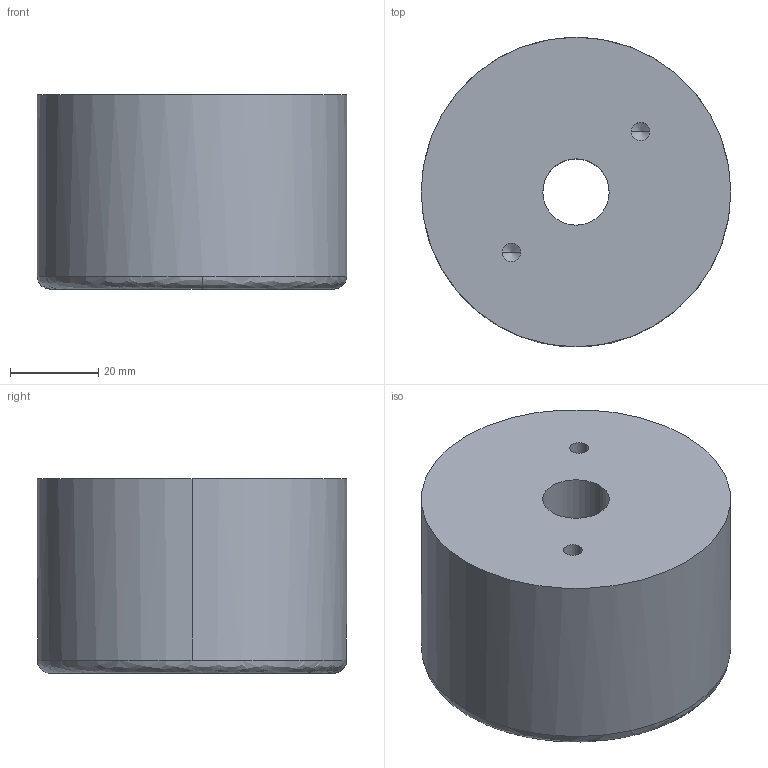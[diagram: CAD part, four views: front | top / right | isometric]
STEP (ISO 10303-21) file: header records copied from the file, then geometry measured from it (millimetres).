
FILE_DESCRIPTION (( 'STEP AP203' ), '1' );
FILE_NAME ('MS001-A.02.018JS.1.1MS001-A幗謫盓傅翐.step', '2021-08-27T10:46:36', ( 'Windows User' ), ( 'P R C' ), 'SwSTEP 2.0', 'SolidWorks 2016', '' );
FILE_SCHEMA (( 'CONFIG_CONTROL_DESIGN' ));
Length unit declared in the file: millimetre
Products named in the file (1): MS001-A.02.018JS.1.1MS001-A幗謫盓傅翐
Bounding box: 70 x 70 x 44 mm (x, y, z)
Volume: 160650 mm3; surface area: 19198.5 mm2
Topology: 1 solids, 1 shells, 16 faces, 40 edges, 24 vertices
Faces by surface type: cylinder 8, cone 4, bspline 2, plane 2
Entity records: 692 total; most frequent: CARTESIAN_POINT 246, DIRECTION 82, ORIENTED_EDGE 72, EDGE_CURVE 36, AXIS2_PLACEMENT_3D 35, VERTEX_POINT 24, EDGE_LOOP 20, CIRCLE 20
